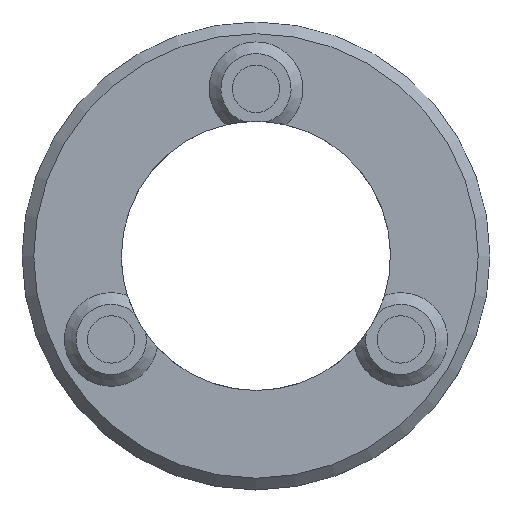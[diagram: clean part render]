
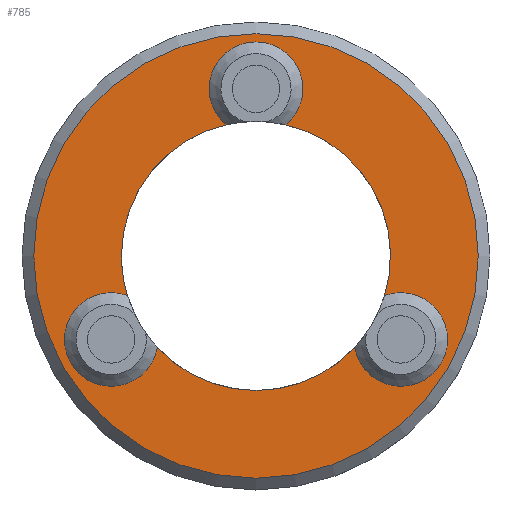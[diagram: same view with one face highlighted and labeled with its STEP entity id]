
A CAD part, top view. The second image highlights one B-rep face of the part: STEP entity #785.
In plain terms, the highlighted planar face has unit normal (0, 0, 1).
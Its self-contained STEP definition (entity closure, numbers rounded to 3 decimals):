
#18=FACE_BOUND('',#141,.T.);
#27=PLANE('',#912);
#90=FACE_OUTER_BOUND('',#140,.T.);
#140=EDGE_LOOP('',(#694));
#141=EDGE_LOOP('',(#695,#696,#697,#698,#699,#700,#701));
#186=CIRCLE('',#824,23.);
#188=CIRCLE('',#826,23.);
#190=CIRCLE('',#828,23.);
#192=CIRCLE('',#830,23.);
#210=CIRCLE('',#858,8.);
#217=CIRCLE('',#870,8.);
#238=CIRCLE('',#909,38.);
#241=CIRCLE('',#913,8.);
#299=VERTEX_POINT('',#1206);
#300=VERTEX_POINT('',#1208);
#305=VERTEX_POINT('',#1232);
#306=VERTEX_POINT('',#1234);
#311=VERTEX_POINT('',#1258);
#312=VERTEX_POINT('',#1260);
#317=VERTEX_POINT('',#1284);
#365=VERTEX_POINT('',#1586);
#380=EDGE_CURVE('',#300,#299,#186,.T.);
#386=EDGE_CURVE('',#306,#305,#188,.T.);
#392=EDGE_CURVE('',#312,#311,#190,.T.);
#398=EDGE_CURVE('',#299,#317,#192,.T.);
#430=EDGE_CURVE('',#312,#317,#210,.T.);
#444=EDGE_CURVE('',#300,#305,#217,.T.);
#481=EDGE_CURVE('',#365,#365,#238,.T.);
#485=EDGE_CURVE('',#306,#311,#241,.T.);
#694=ORIENTED_EDGE('',*,*,#481,.F.);
#695=ORIENTED_EDGE('',*,*,#386,.T.);
#696=ORIENTED_EDGE('',*,*,#444,.F.);
#697=ORIENTED_EDGE('',*,*,#380,.T.);
#698=ORIENTED_EDGE('',*,*,#398,.T.);
#699=ORIENTED_EDGE('',*,*,#430,.F.);
#700=ORIENTED_EDGE('',*,*,#392,.T.);
#701=ORIENTED_EDGE('',*,*,#485,.F.);
#785=ADVANCED_FACE('',(#90,#18),#27,.T.);
#824=AXIS2_PLACEMENT_3D('',#1209,#940,#941);
#826=AXIS2_PLACEMENT_3D('',#1235,#946,#947);
#828=AXIS2_PLACEMENT_3D('',#1261,#952,#953);
#830=AXIS2_PLACEMENT_3D('',#1286,#958,#959);
#858=AXIS2_PLACEMENT_3D('',#1415,#1014,#1015);
#870=AXIS2_PLACEMENT_3D('',#1467,#1038,#1039);
#909=AXIS2_PLACEMENT_3D('',#1587,#1118,#1119);
#912=AXIS2_PLACEMENT_3D('',#1593,#1125,#1126);
#913=AXIS2_PLACEMENT_3D('',#1594,#1127,#1128);
#940=DIRECTION('center_axis',(0.,0.,-1.));
#941=DIRECTION('ref_axis',(1.,0.,0.));
#946=DIRECTION('center_axis',(0.,0.,-1.));
#947=DIRECTION('ref_axis',(1.,0.,0.));
#952=DIRECTION('center_axis',(0.,0.,-1.));
#953=DIRECTION('ref_axis',(1.,0.,0.));
#958=DIRECTION('center_axis',(0.,0.,-1.));
#959=DIRECTION('ref_axis',(1.,0.,0.));
#1014=DIRECTION('center_axis',(0.,0.,1.));
#1015=DIRECTION('ref_axis',(1.,0.,0.));
#1038=DIRECTION('center_axis',(0.,0.,1.));
#1039=DIRECTION('ref_axis',(1.,0.,0.));
#1118=DIRECTION('center_axis',(0.,0.,-1.));
#1119=DIRECTION('ref_axis',(-1.,0.,0.));
#1125=DIRECTION('center_axis',(0.,0.,1.));
#1126=DIRECTION('ref_axis',(1.,0.,0.));
#1127=DIRECTION('center_axis',(0.,0.,1.));
#1128=DIRECTION('ref_axis',(1.,0.,0.));
#1206=CARTESIAN_POINT('',(-23.,0.,10.5));
#1208=CARTESIAN_POINT('',(-21.976,-6.786,10.5));
#1209=CARTESIAN_POINT('Origin',(0.,0.,10.5));
#1232=CARTESIAN_POINT('',(-16.865,-15.639,10.5));
#1234=CARTESIAN_POINT('',(16.865,-15.639,10.5));
#1235=CARTESIAN_POINT('Origin',(0.,0.,10.5));
#1258=CARTESIAN_POINT('',(21.976,-6.786,10.5));
#1260=CARTESIAN_POINT('',(5.112,22.425,10.5));
#1261=CARTESIAN_POINT('Origin',(0.,0.,10.5));
#1284=CARTESIAN_POINT('',(-5.112,22.425,10.5));
#1286=CARTESIAN_POINT('Origin',(0.,0.,10.5));
#1415=CARTESIAN_POINT('Origin',(0.,28.579,10.5));
#1467=CARTESIAN_POINT('Origin',(-24.75,-14.289,10.5));
#1586=CARTESIAN_POINT('',(38.,0.,10.5));
#1587=CARTESIAN_POINT('Origin',(0.,0.,10.5));
#1593=CARTESIAN_POINT('Origin',(0.,0.,10.5));
#1594=CARTESIAN_POINT('Origin',(24.75,-14.289,10.5));
